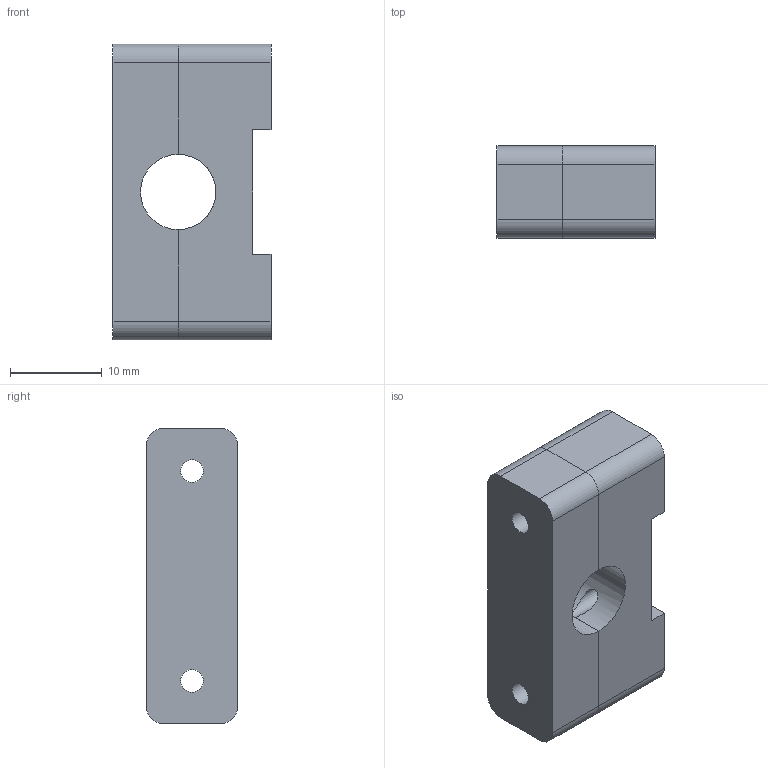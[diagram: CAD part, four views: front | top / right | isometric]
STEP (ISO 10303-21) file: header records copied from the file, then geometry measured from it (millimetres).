
FILE_DESCRIPTION(/* description */ (''),/* implementation_level */ '2;1');
FILE_NAME(/* name */ 'Z Endstop Mount.stp',/* time_stamp */ '2020-02-27T17:44:35+00:00',/* author */ ('Ax'),/* organization */ (''),/* preprocessor_version */ 'ST-DEVELOPER v17',/* originating_system */ 'Autodesk Inventor 2019',/* authorisation */ '');
FILE_SCHEMA (('AUTOMOTIVE_DESIGN { 1 0 10303 214 3 1 1 }'));
Length unit declared in the file: millimetre
Products named in the file (1): Z Endstop Mount
Bounding box: 17.2 x 10 x 32.2 mm (x, y, z)
Volume: 4272.6 mm3; surface area: 3017.7 mm2
Topology: 2 solids, 2 shells, 38 faces, 110 edges, 76 vertices
Faces by surface type: plane 20, cylinder 18
Full cylindrical faces by diameter (mm): 1.9 x2, 2.5 x2, 3.5 x2, 6 x2
Entity records: 1398 total; most frequent: CARTESIAN_POINT 284, DIRECTION 230, ORIENTED_EDGE 220, EDGE_CURVE 110, AXIS2_PLACEMENT_3D 84, VERTEX_POINT 76, LINE 62, VECTOR 62
